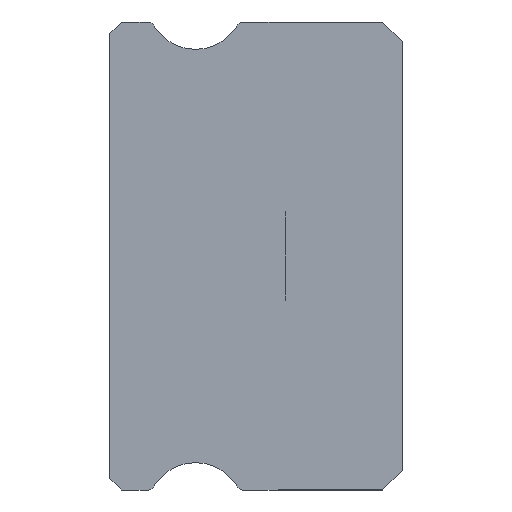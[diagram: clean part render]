
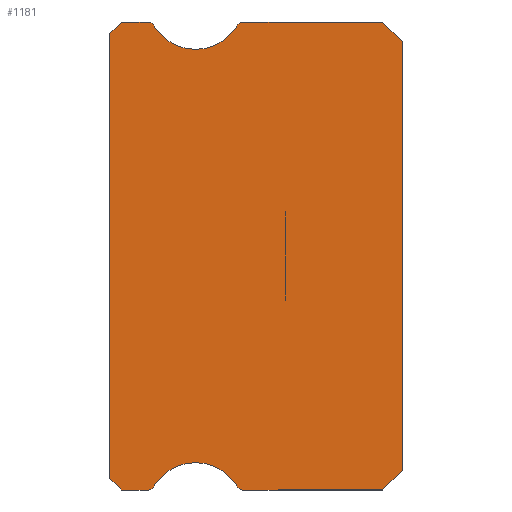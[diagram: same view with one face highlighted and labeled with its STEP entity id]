
A CAD part, left-side view. The second image highlights one B-rep face of the part: STEP entity #1181.
In plain terms, the highlighted planar face has unit normal (-1, 0, 0).
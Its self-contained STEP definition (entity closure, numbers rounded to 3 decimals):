
#5 = VERTEX_POINT ( 'NONE', #998 ) ;
#6 = FACE_OUTER_BOUND ( 'NONE', #2443, .T. ) ;
#23 = VERTEX_POINT ( 'NONE', #659 ) ;
#34 = EDGE_CURVE ( 'NONE', #2169, #23, #2003, .T. ) ;
#62 = DIRECTION ( 'NONE',  ( 0., 0., 1. ) ) ;
#66 = ORIENTED_EDGE ( 'NONE', *, *, #1368, .T. ) ;
#93 = CARTESIAN_POINT ( 'NONE',  ( -5., 4.088, -5.85 ) ) ;
#98 = ORIENTED_EDGE ( 'NONE', *, *, #300, .F. ) ;
#128 = DIRECTION ( 'NONE',  ( 0., -0.707, -0.707 ) ) ;
#132 = CARTESIAN_POINT ( 'NONE',  ( -5., 4.088, -6. ) ) ;
#138 = LINE ( 'NONE', #1436, #1419 ) ;
#175 = VECTOR ( 'NONE', #1256, 1000. ) ;
#183 = CIRCLE ( 'NONE', #721, 0.15 ) ;
#187 = DIRECTION ( 'NONE',  ( -1., 0., 0. ) ) ;
#203 = ORIENTED_EDGE ( 'NONE', *, *, #34, .T. ) ;
#214 = CARTESIAN_POINT ( 'NONE',  ( -5., 6.512, 5.85 ) ) ;
#238 = AXIS2_PLACEMENT_3D ( 'NONE', #951, #2964, #314 ) ;
#258 = AXIS2_PLACEMENT_3D ( 'NONE', #1388, #2722, #1076 ) ;
#300 = EDGE_CURVE ( 'NONE', #1243, #1178, #3773, .T. ) ;
#314 = DIRECTION ( 'NONE',  ( 0., 0., -1. ) ) ;
#347 = DIRECTION ( 'NONE',  ( 1., 0., 0. ) ) ;
#390 = AXIS2_PLACEMENT_3D ( 'NONE', #93, #3413, #2728 ) ;
#438 = LINE ( 'NONE', #1749, #3886 ) ;
#507 = CARTESIAN_POINT ( 'NONE',  ( -5., 7.5, 5.7 ) ) ;
#554 = VERTEX_POINT ( 'NONE', #1205 ) ;
#572 = EDGE_CURVE ( 'NONE', #1687, #849, #819, .T. ) ;
#586 = AXIS2_PLACEMENT_3D ( 'NONE', #3443, #187, #3764 ) ;
#588 = CARTESIAN_POINT ( 'NONE',  ( -5., 6.512, -6. ) ) ;
#611 = ORIENTED_EDGE ( 'NONE', *, *, #894, .F. ) ;
#626 = VERTEX_POINT ( 'NONE', #2538 ) ;
#659 = CARTESIAN_POINT ( 'NONE',  ( -5., 7.2, 6. ) ) ;
#672 = CARTESIAN_POINT ( 'NONE',  ( -5., 7.5, 5.85 ) ) ;
#675 = DIRECTION ( 'NONE',  ( 0., 0., -1. ) ) ;
#718 = DIRECTION ( 'NONE',  ( 0., 1., 0. ) ) ;
#721 = AXIS2_PLACEMENT_3D ( 'NONE', #214, #1519, #2837 ) ;
#756 = VECTOR ( 'NONE', #2476, 1000. ) ;
#768 = VERTEX_POINT ( 'NONE', #1005 ) ;
#775 = DIRECTION ( 'NONE',  ( 0., -1., 0. ) ) ;
#802 = CIRCLE ( 'NONE', #258, 1.25 ) ;
#819 = LINE ( 'NONE', #2810, #756 ) ;
#836 = VERTEX_POINT ( 'NONE', #3649 ) ;
#849 = VERTEX_POINT ( 'NONE', #1293 ) ;
#853 = VECTOR ( 'NONE', #1993, 1000. ) ;
#855 = ORIENTED_EDGE ( 'NONE', *, *, #1722, .F. ) ;
#894 = EDGE_CURVE ( 'NONE', #3263, #1395, #3610, .T. ) ;
#916 = EDGE_CURVE ( 'NONE', #849, #2680, #138, .T. ) ;
#951 = CARTESIAN_POINT ( 'NONE',  ( -5., 5.3, 6.55 ) ) ;
#973 = CARTESIAN_POINT ( 'NONE',  ( -5., 0., -5.5 ) ) ;
#998 = CARTESIAN_POINT ( 'NONE',  ( -5., 4.217, 5.925 ) ) ;
#1005 = CARTESIAN_POINT ( 'NONE',  ( -5., 0., -5.5 ) ) ;
#1076 = DIRECTION ( 'NONE',  ( 0., 0., -1. ) ) ;
#1113 = DIRECTION ( 'NONE',  ( 0., -0.707, -0.707 ) ) ;
#1171 = VECTOR ( 'NONE', #718, 1000. ) ;
#1178 = VERTEX_POINT ( 'NONE', #1674 ) ;
#1181 = ADVANCED_FACE ( 'NONE', ( #6 ), #3936, .F. ) ;
#1205 = CARTESIAN_POINT ( 'NONE',  ( -5., 0.5, -6. ) ) ;
#1243 = VERTEX_POINT ( 'NONE', #3638 ) ;
#1256 = DIRECTION ( 'NONE',  ( 0., 0.707, -0.707 ) ) ;
#1293 = CARTESIAN_POINT ( 'NONE',  ( -5., 0.5, 6. ) ) ;
#1352 = ORIENTED_EDGE ( 'NONE', *, *, #572, .F. ) ;
#1361 = ORIENTED_EDGE ( 'NONE', *, *, #4033, .F. ) ;
#1368 = EDGE_CURVE ( 'NONE', #23, #1784, #2721, .T. ) ;
#1378 = EDGE_CURVE ( 'NONE', #768, #2680, #3276, .T. ) ;
#1386 = DIRECTION ( 'NONE',  ( 0., 0.707, -0.707 ) ) ;
#1388 = CARTESIAN_POINT ( 'NONE',  ( -5., 5.3, 6.55 ) ) ;
#1395 = VERTEX_POINT ( 'NONE', #1596 ) ;
#1419 = VECTOR ( 'NONE', #1113, 1000. ) ;
#1424 = AXIS2_PLACEMENT_3D ( 'NONE', #3602, #347, #2681 ) ;
#1436 = CARTESIAN_POINT ( 'NONE',  ( -5., 0.5, 6. ) ) ;
#1466 = CARTESIAN_POINT ( 'NONE',  ( -5., 7.2, -6. ) ) ;
#1496 = ORIENTED_EDGE ( 'NONE', *, *, #4188, .F. ) ;
#1519 = DIRECTION ( 'NONE',  ( 1., 0., 0. ) ) ;
#1554 = CARTESIAN_POINT ( 'NONE',  ( -5., 0., 5.5 ) ) ;
#1555 = ORIENTED_EDGE ( 'NONE', *, *, #2654, .T. ) ;
#1596 = CARTESIAN_POINT ( 'NONE',  ( -5., 4.217, -5.925 ) ) ;
#1631 = ORIENTED_EDGE ( 'NONE', *, *, #916, .F. ) ;
#1674 = CARTESIAN_POINT ( 'NONE',  ( -5., 6.512, -6. ) ) ;
#1687 = VERTEX_POINT ( 'NONE', #1763 ) ;
#1722 = EDGE_CURVE ( 'NONE', #5, #1687, #4073, .T. ) ;
#1728 = CARTESIAN_POINT ( 'NONE',  ( -5., 7.5, -5.7 ) ) ;
#1749 = CARTESIAN_POINT ( 'NONE',  ( -5., 7.2, -6. ) ) ;
#1763 = CARTESIAN_POINT ( 'NONE',  ( -5., 4.088, 6. ) ) ;
#1784 = VERTEX_POINT ( 'NONE', #507 ) ;
#1807 = EDGE_CURVE ( 'NONE', #2169, #836, #183, .T. ) ;
#1866 = ORIENTED_EDGE ( 'NONE', *, *, #1378, .T. ) ;
#1874 = ORIENTED_EDGE ( 'NONE', *, *, #4208, .F. ) ;
#1881 = DIRECTION ( 'NONE',  ( 0., 0., -1. ) ) ;
#1891 = CIRCLE ( 'NONE', #586, 1.25 ) ;
#1905 = LINE ( 'NONE', #588, #2897 ) ;
#1951 = DIRECTION ( 'NONE',  ( 1., 0., 0. ) ) ;
#1992 = CARTESIAN_POINT ( 'NONE',  ( -5., 0., 5.5 ) ) ;
#1993 = DIRECTION ( 'NONE',  ( 0., 0., 1. ) ) ;
#1999 = ORIENTED_EDGE ( 'NONE', *, *, #2593, .F. ) ;
#2003 = LINE ( 'NONE', #3408, #1171 ) ;
#2169 = VERTEX_POINT ( 'NONE', #4112 ) ;
#2182 = ORIENTED_EDGE ( 'NONE', *, *, #3178, .F. ) ;
#2240 = DIRECTION ( 'NONE',  ( 1., 0., 0. ) ) ;
#2443 = EDGE_LOOP ( 'NONE', ( #66, #1361, #1555, #2642, #98, #3180, #611, #2182, #1496, #1866, #1631, #1352, #855, #1874, #1999, #2725, #203 ) ) ;
#2476 = DIRECTION ( 'NONE',  ( 0., -1., 0. ) ) ;
#2538 = CARTESIAN_POINT ( 'NONE',  ( -5., 5.3, 5.3 ) ) ;
#2555 = EDGE_CURVE ( 'NONE', #3864, #1178, #3972, .T. ) ;
#2593 = EDGE_CURVE ( 'NONE', #836, #626, #802, .T. ) ;
#2642 = ORIENTED_EDGE ( 'NONE', *, *, #2555, .T. ) ;
#2654 = EDGE_CURVE ( 'NONE', #3037, #3864, #438, .T. ) ;
#2680 = VERTEX_POINT ( 'NONE', #1554 ) ;
#2681 = DIRECTION ( 'NONE',  ( 0., 0., -1. ) ) ;
#2721 = LINE ( 'NONE', #3617, #3618 ) ;
#2722 = DIRECTION ( 'NONE',  ( -1., 0., 0. ) ) ;
#2725 = ORIENTED_EDGE ( 'NONE', *, *, #1807, .F. ) ;
#2728 = DIRECTION ( 'NONE',  ( 0., 0., -1. ) ) ;
#2775 = CARTESIAN_POINT ( 'NONE',  ( -5., 6.512, -6. ) ) ;
#2810 = CARTESIAN_POINT ( 'NONE',  ( -5., 6.512, 6. ) ) ;
#2837 = DIRECTION ( 'NONE',  ( 0., 0., -1. ) ) ;
#2897 = VECTOR ( 'NONE', #2968, 1000. ) ;
#2964 = DIRECTION ( 'NONE',  ( -1., 0., 0. ) ) ;
#2968 = DIRECTION ( 'NONE',  ( 0., 1., 0. ) ) ;
#3004 = VECTOR ( 'NONE', #775, 1000. ) ;
#3037 = VERTEX_POINT ( 'NONE', #1728 ) ;
#3178 = EDGE_CURVE ( 'NONE', #554, #3263, #1905, .T. ) ;
#3180 = ORIENTED_EDGE ( 'NONE', *, *, #4064, .F. ) ;
#3255 = LINE ( 'NONE', #973, #175 ) ;
#3263 = VERTEX_POINT ( 'NONE', #132 ) ;
#3276 = LINE ( 'NONE', #1992, #4016 ) ;
#3282 = CARTESIAN_POINT ( 'NONE',  ( -5., 6.512, -5.85 ) ) ;
#3408 = CARTESIAN_POINT ( 'NONE',  ( -5., 7.2, 6. ) ) ;
#3413 = DIRECTION ( 'NONE',  ( 1., 0., 0. ) ) ;
#3443 = CARTESIAN_POINT ( 'NONE',  ( -5., 5.3, -6.55 ) ) ;
#3447 = CARTESIAN_POINT ( 'NONE',  ( -5., 4.088, 5.85 ) ) ;
#3583 = AXIS2_PLACEMENT_3D ( 'NONE', #3282, #1951, #675 ) ;
#3602 = CARTESIAN_POINT ( 'NONE',  ( -5., 6.512, 5.85 ) ) ;
#3610 = CIRCLE ( 'NONE', #390, 0.15 ) ;
#3617 = CARTESIAN_POINT ( 'NONE',  ( -5., 7.5, 5.7 ) ) ;
#3618 = VECTOR ( 'NONE', #1386, 1000. ) ;
#3619 = LINE ( 'NONE', #672, #853 ) ;
#3638 = CARTESIAN_POINT ( 'NONE',  ( -5., 6.383, -5.925 ) ) ;
#3649 = CARTESIAN_POINT ( 'NONE',  ( -5., 6.383, 5.925 ) ) ;
#3764 = DIRECTION ( 'NONE',  ( 0., 0., -1. ) ) ;
#3773 = CIRCLE ( 'NONE', #3583, 0.15 ) ;
#3805 = AXIS2_PLACEMENT_3D ( 'NONE', #3447, #2240, #1881 ) ;
#3864 = VERTEX_POINT ( 'NONE', #1466 ) ;
#3886 = VECTOR ( 'NONE', #128, 1000. ) ;
#3936 = PLANE ( 'NONE',  #1424 ) ;
#3972 = LINE ( 'NONE', #2775, #3004 ) ;
#4016 = VECTOR ( 'NONE', #62, 1000. ) ;
#4033 = EDGE_CURVE ( 'NONE', #3037, #1784, #3619, .T. ) ;
#4064 = EDGE_CURVE ( 'NONE', #1395, #1243, #1891, .T. ) ;
#4066 = CIRCLE ( 'NONE', #238, 1.25 ) ;
#4073 = CIRCLE ( 'NONE', #3805, 0.15 ) ;
#4112 = CARTESIAN_POINT ( 'NONE',  ( -5., 6.512, 6. ) ) ;
#4188 = EDGE_CURVE ( 'NONE', #768, #554, #3255, .T. ) ;
#4208 = EDGE_CURVE ( 'NONE', #626, #5, #4066, .T. ) ;
